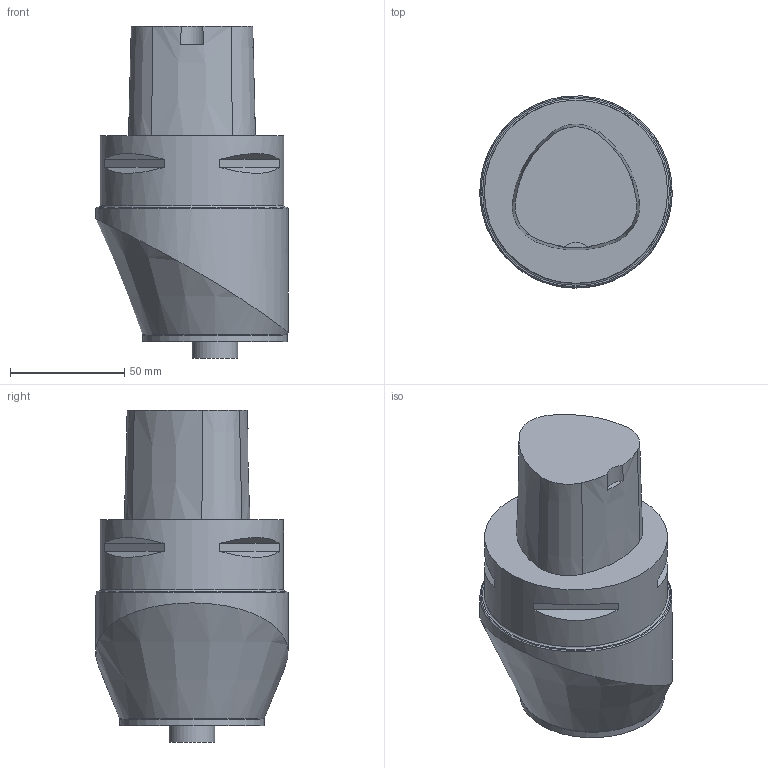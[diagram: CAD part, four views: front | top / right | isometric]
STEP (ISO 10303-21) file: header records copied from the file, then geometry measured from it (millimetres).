
FILE_DESCRIPTION(/* description */ (''),/* implementation_level */ '2;1');
FILE_NAME(/* name */ '1578307231543.stp',/* time_stamp */ '2020-01-06T11:40:38+01:00',/* author */ (''),/* organization */ ('SMS'),/* preprocessor_version */ 'ST-DEVELOPER v16.7',/* originating_system */ 'SIEMENS PLM Software NX 12.0',/* authorisation */ '');
FILE_SCHEMA (('AUTOMOTIVE_DESIGN { 1 0 10303 214 3 1 1 1 }'));
Length unit declared in the file: millimetre
Products named in the file (1): 111185371mod000_01
Bounding box: 83.98 x 83.93 x 145 mm (x, y, z)
Volume: 490630.4 mm3; surface area: 47194.2 mm2
Topology: 1 solids, 1 shells, 42 faces, 94 edges, 66 vertices
Faces by surface type: plane 20, cone 14, cylinder 6, torus 2
Full cylindrical faces by diameter (mm): 3.962 x1, 20 x1, 63 x1, 80 x1, 84 x1
Entity records: 1263 total; most frequent: CARTESIAN_POINT 293, DIRECTION 214, ORIENTED_EDGE 158, AXIS2_PLACEMENT_3D 93, EDGE_CURVE 79, EDGE_LOOP 60, VERTEX_POINT 57, ADVANCED_FACE 42
